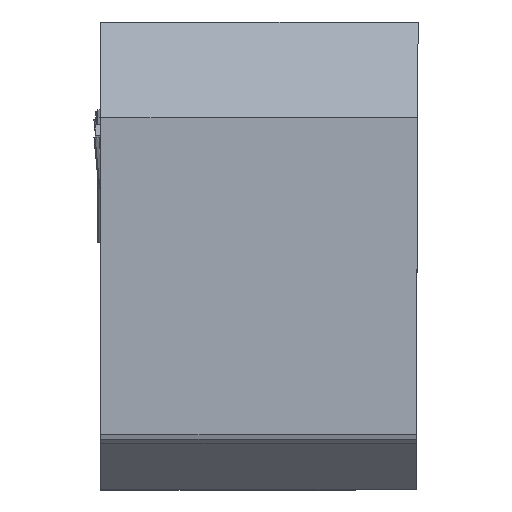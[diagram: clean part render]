
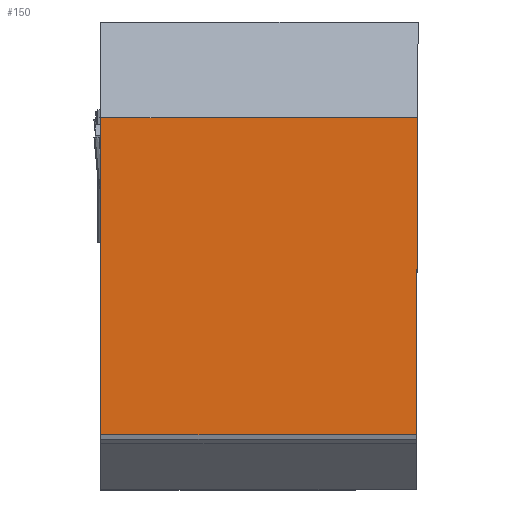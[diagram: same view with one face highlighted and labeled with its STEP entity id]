
A CAD part, top view. The second image highlights one B-rep face of the part: STEP entity #150.
In plain terms, the highlighted planar face has unit normal (0, 0, 1).
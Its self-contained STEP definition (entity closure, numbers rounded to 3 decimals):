
#150=ADVANCED_FACE('BLANK_BOXF006',(#283),#233,.T.);
#233=PLANE('',#1821);
#283=FACE_OUTER_BOUND('',#368,.T.);
#368=EDGE_LOOP('',(#625,#626,#627,#628));
#625=ORIENTED_EDGE('',*,*,#1215,.F.);
#626=ORIENTED_EDGE('',*,*,#1240,.F.);
#627=ORIENTED_EDGE('',*,*,#1183,.F.);
#628=ORIENTED_EDGE('',*,*,#1241,.T.);
#1025=VERTEX_POINT('',#2255);
#1026=VERTEX_POINT('',#2257);
#1054=VERTEX_POINT('',#2329);
#1055=VERTEX_POINT('',#2331);
#1183=EDGE_CURVE('',#1025,#1026,#1419,.T.);
#1215=EDGE_CURVE('',#1054,#1055,#1444,.T.);
#1240=EDGE_CURVE('',#1026,#1054,#1465,.T.);
#1241=EDGE_CURVE('',#1025,#1055,#1466,.T.);
#1419=LINE('',#2256,#1575);
#1444=LINE('',#2330,#1600);
#1465=LINE('',#2392,#1621);
#1466=LINE('',#2393,#1622);
#1575=VECTOR('',#1895,1.);
#1600=VECTOR('',#1938,1.);
#1621=VECTOR('',#1983,1.);
#1622=VECTOR('',#1984,1.);
#1821=AXIS2_PLACEMENT_3D('',#2394,#1985,#1986);
#1895=DIRECTION('',(0.,1.,0.));
#1938=DIRECTION('',(-0.004,-1.,0.));
#1983=DIRECTION('',(1.,0.,0.));
#1984=DIRECTION('',(1.,0.,0.));
#1985=DIRECTION('',(0.,0.,1.));
#1986=DIRECTION('',(-1.,0.,0.));
#2255=CARTESIAN_POINT('',(-12.6,0.,0.));
#2256=CARTESIAN_POINT('',(-12.6,17.6,0.));
#2257=CARTESIAN_POINT('',(-12.6,12.6,0.));
#2329=CARTESIAN_POINT('',(0.,12.6,0.));
#2330=CARTESIAN_POINT('',(0.022,17.696,0.));
#2331=CARTESIAN_POINT('',(-0.055,0.,0.));
#2392=CARTESIAN_POINT('',(22.,12.6,0.));
#2393=CARTESIAN_POINT('',(22.,0.,0.));
#2394=CARTESIAN_POINT('',(22.,17.6,0.));
